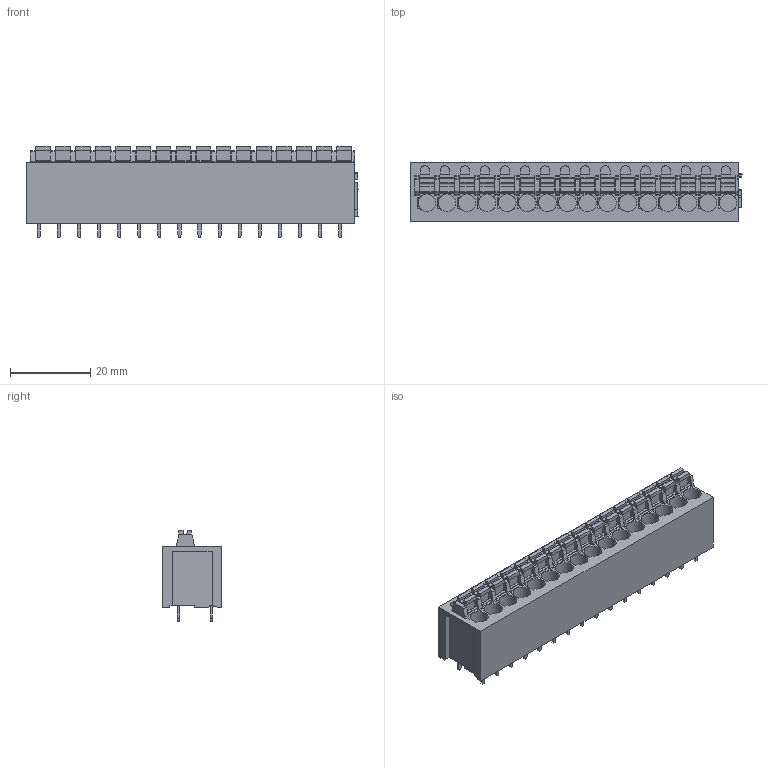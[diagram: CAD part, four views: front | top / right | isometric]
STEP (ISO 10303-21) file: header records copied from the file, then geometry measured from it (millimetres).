
FILE_DESCRIPTION(('CATIA V5 STEP Exchange','CAx-IF Rec.Pracs.--- Model Styling and Organization---1.4--- 2014-01-23'),'2;1');
FILE_NAME ('D1491541_0_1425180000_1425180000.stp','2021-06-28T11:45:42+00:00',('none'),('Weidmueller'),'CATIA Version 5-6 Release 2016 SP3 HF44','CATIA V5 STEP AP214','none');
FILE_SCHEMA(('AUTOMOTIVE_DESIGN { 1 0 10303 214 1 1 1 1 }'));
Length unit declared in the file: millimetre
Products named in the file (1): 1425180000
Bounding box: 82.65 x 14.8 x 22.7 mm (x, y, z)
Volume: 17063.8 mm3; surface area: 10076.7 mm2
Topology: 49 solids, 49 shells, 1100 faces, 2901 edges, 1934 vertices
Faces by surface type: plane 841, cylinder 259
Entity records: 32457 total; most frequent: ORIENTED_EDGE 5802, CARTESIAN_POINT 5745, DIRECTION 4252, EDGE_CURVE 2901, VECTOR 2351, LINE 2351, VERTEX_POINT 1934, AXIS2_PLACEMENT_3D 1208
